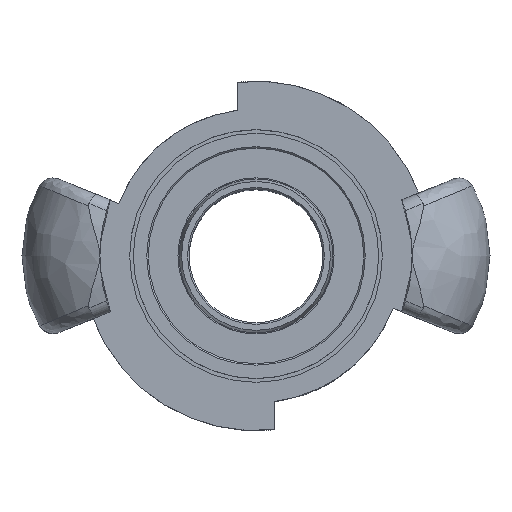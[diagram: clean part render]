
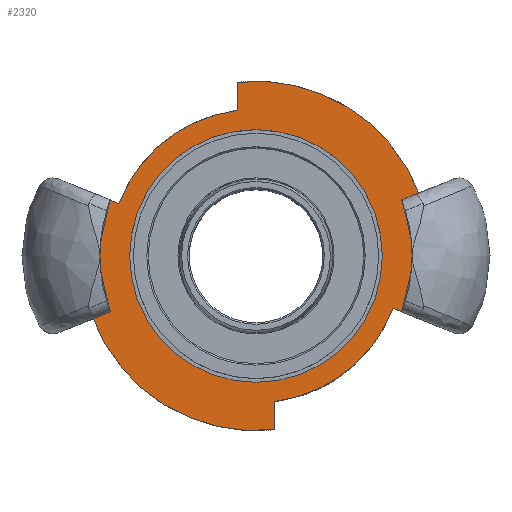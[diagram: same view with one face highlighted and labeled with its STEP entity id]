
A CAD part, top view. The second image highlights one B-rep face of the part: STEP entity #2320.
In plain terms, the highlighted planar face has unit normal (0, 0, 1).
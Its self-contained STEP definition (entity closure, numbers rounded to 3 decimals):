
#82=FACE_BOUND('',#434,.T.);
#157=PLANE('',#2534);
#295=FACE_OUTER_BOUND('',#433,.T.);
#433=EDGE_LOOP('',(#1767,#1768,#1769,#1770,#1771,#1772,#1773,#1774,#1775,
#1776,#1777,#1778));
#434=EDGE_LOOP('',(#1779));
#552=LINE('',#3514,#666);
#559=LINE('',#3541,#673);
#566=LINE('',#3560,#680);
#571=LINE('',#3582,#685);
#580=LINE('',#3704,#694);
#589=LINE('',#4561,#703);
#666=VECTOR('',#2820,10.);
#673=VECTOR('',#2831,10.);
#680=VECTOR('',#2844,10.);
#685=VECTOR('',#2853,10.);
#694=VECTOR('',#2900,10.);
#703=VECTOR('',#2977,10.);
#793=CIRCLE('',#2485,25.5);
#799=CIRCLE('',#2494,25.5);
#803=CIRCLE('',#2506,19.75);
#806=CIRCLE('',#2509,19.75);
#817=CIRCLE('',#2535,23.5);
#818=CIRCLE('',#2536,23.5);
#819=CIRCLE('',#2537,17.);
#941=VERTEX_POINT('',#3511);
#942=VERTEX_POINT('',#3513);
#950=VERTEX_POINT('',#3538);
#951=VERTEX_POINT('',#3540);
#959=VERTEX_POINT('',#3557);
#960=VERTEX_POINT('',#3559);
#966=VERTEX_POINT('',#3579);
#967=VERTEX_POINT('',#3581);
#977=VERTEX_POINT('',#3697);
#980=VERTEX_POINT('',#3702);
#992=VERTEX_POINT('',#3813);
#1018=VERTEX_POINT('',#4559);
#1019=VERTEX_POINT('',#4563);
#1177=EDGE_CURVE('',#942,#941,#552,.T.);
#1186=EDGE_CURVE('',#950,#951,#559,.T.);
#1195=EDGE_CURVE('',#959,#960,#566,.T.);
#1202=EDGE_CURVE('',#966,#967,#571,.T.);
#1206=EDGE_CURVE('',#951,#959,#793,.T.);
#1215=EDGE_CURVE('',#942,#966,#799,.T.);
#1226=EDGE_CURVE('',#980,#977,#580,.T.);
#1239=EDGE_CURVE('',#992,#967,#803,.T.);
#1247=EDGE_CURVE('',#980,#960,#806,.T.);
#1290=EDGE_CURVE('',#950,#1018,#817,.T.);
#1291=EDGE_CURVE('',#1018,#992,#589,.T.);
#1292=EDGE_CURVE('',#941,#977,#818,.T.);
#1293=EDGE_CURVE('',#1019,#1019,#819,.T.);
#1767=ORIENTED_EDGE('',*,*,#1290,.T.);
#1768=ORIENTED_EDGE('',*,*,#1291,.T.);
#1769=ORIENTED_EDGE('',*,*,#1239,.T.);
#1770=ORIENTED_EDGE('',*,*,#1202,.F.);
#1771=ORIENTED_EDGE('',*,*,#1215,.F.);
#1772=ORIENTED_EDGE('',*,*,#1177,.T.);
#1773=ORIENTED_EDGE('',*,*,#1292,.T.);
#1774=ORIENTED_EDGE('',*,*,#1226,.F.);
#1775=ORIENTED_EDGE('',*,*,#1247,.T.);
#1776=ORIENTED_EDGE('',*,*,#1195,.F.);
#1777=ORIENTED_EDGE('',*,*,#1206,.F.);
#1778=ORIENTED_EDGE('',*,*,#1186,.F.);
#1779=ORIENTED_EDGE('',*,*,#1293,.T.);
#2320=ADVANCED_FACE('',(#295,#82),#157,.F.);
#2485=AXIS2_PLACEMENT_3D('',#3597,#2859,#2860);
#2494=AXIS2_PLACEMENT_3D('',#3631,#2879,#2880);
#2506=AXIS2_PLACEMENT_3D('',#3814,#2914,#2915);
#2509=AXIS2_PLACEMENT_3D('',#3870,#2921,#2922);
#2534=AXIS2_PLACEMENT_3D('',#4558,#2973,#2974);
#2535=AXIS2_PLACEMENT_3D('',#4560,#2975,#2976);
#2536=AXIS2_PLACEMENT_3D('',#4562,#2978,#2979);
#2537=AXIS2_PLACEMENT_3D('',#4564,#2980,#2981);
#2820=DIRECTION('',(-0.927,-0.375,0.));
#2831=DIRECTION('',(-0.927,-0.375,0.));
#2844=DIRECTION('',(0.927,-0.375,0.));
#2853=DIRECTION('',(-0.927,0.375,0.));
#2859=DIRECTION('center_axis',(0.,0.,-1.));
#2860=DIRECTION('ref_axis',(-1.,0.,0.));
#2879=DIRECTION('center_axis',(0.,0.,-1.));
#2880=DIRECTION('ref_axis',(-1.,0.,0.));
#2900=DIRECTION('',(0.,1.,0.));
#2914=DIRECTION('center_axis',(0.,0.,1.));
#2915=DIRECTION('ref_axis',(0.582,0.813,0.));
#2921=DIRECTION('center_axis',(0.,0.,1.));
#2922=DIRECTION('ref_axis',(0.582,-0.813,0.));
#2973=DIRECTION('center_axis',(0.,0.,-1.));
#2974=DIRECTION('ref_axis',(-1.,0.,0.));
#2975=DIRECTION('center_axis',(0.,0.,1.));
#2976=DIRECTION('ref_axis',(0.106,0.994,0.));
#2977=DIRECTION('',(0.,1.,0.));
#2978=DIRECTION('center_axis',(0.,0.,1.));
#2979=DIRECTION('ref_axis',(-0.657,-0.753,0.));
#2980=DIRECTION('center_axis',(0.,0.,-1.));
#2981=DIRECTION('ref_axis',(1.,0.,0.));
#3511=CARTESIAN_POINT('',(21.925,8.458,0.));
#3513=CARTESIAN_POINT('',(23.779,9.209,0.));
#3514=CARTESIAN_POINT('',(14.175,5.319,0.));
#3538=CARTESIAN_POINT('',(-21.925,-8.458,0.));
#3540=CARTESIAN_POINT('',(-23.779,-9.209,0.));
#3541=CARTESIAN_POINT('',(-14.175,-5.319,0.));
#3557=CARTESIAN_POINT('',(-23.779,9.209,0.));
#3559=CARTESIAN_POINT('',(-18.449,7.05,0.));
#3560=CARTESIAN_POINT('',(-14.175,5.319,0.));
#3579=CARTESIAN_POINT('',(23.779,-9.209,0.));
#3581=CARTESIAN_POINT('',(18.449,-7.05,0.));
#3582=CARTESIAN_POINT('',(14.175,-5.319,0.));
#3597=CARTESIAN_POINT('Origin',(0.,0.,0.));
#3631=CARTESIAN_POINT('Origin',(0.,0.,0.));
#3697=CARTESIAN_POINT('',(-2.5,23.367,0.));
#3702=CARTESIAN_POINT('',(-2.5,19.591,0.));
#3704=CARTESIAN_POINT('',(-2.5,0.,0.));
#3813=CARTESIAN_POINT('',(2.5,-19.591,0.));
#3814=CARTESIAN_POINT('Origin',(0.,0.,
0.));
#3870=CARTESIAN_POINT('Origin',(0.,0.,
0.));
#4558=CARTESIAN_POINT('Origin',(0.,0.,0.));
#4559=CARTESIAN_POINT('',(2.5,-23.367,0.));
#4560=CARTESIAN_POINT('Origin',(0.,0.,
0.));
#4561=CARTESIAN_POINT('',(2.5,0.,0.));
#4562=CARTESIAN_POINT('Origin',(0.,0.,
0.));
#4563=CARTESIAN_POINT('',(-17.,0.,0.));
#4564=CARTESIAN_POINT('Origin',(0.,0.,0.));
